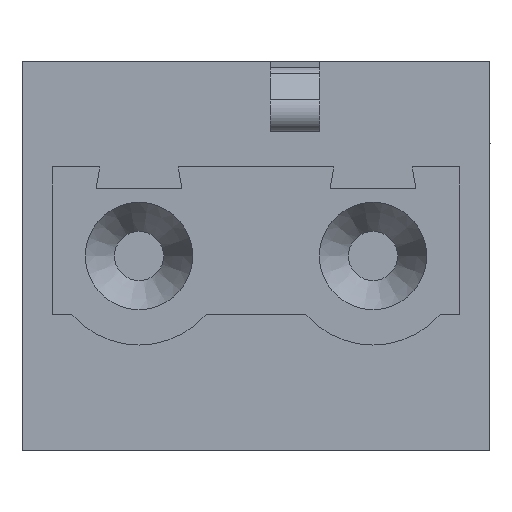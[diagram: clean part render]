
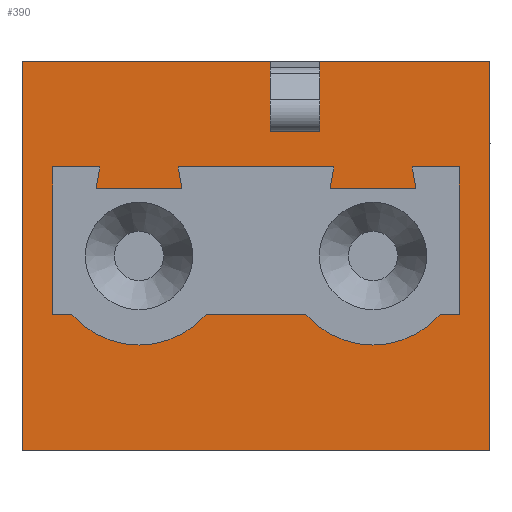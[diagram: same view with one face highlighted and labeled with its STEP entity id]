
A CAD part, front view. The second image highlights one B-rep face of the part: STEP entity #390.
In plain terms, the highlighted planar face has unit normal (0, -1, 0).
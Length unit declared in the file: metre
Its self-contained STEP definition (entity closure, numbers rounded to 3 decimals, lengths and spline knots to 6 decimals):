
#390=ADVANCED_FACE('',(#800,#801),#802,.T.);
#800=FACE_BOUND('',#1213,.T.);
#801=FACE_OUTER_BOUND('',#1214,.T.);
#802=PLANE('',#1215);
#1213=EDGE_LOOP('',(#2308,#2309,#2310,#2311,#2312,#2313,#2314,#2315,#2316,#2317,#2318,#2319,#2320,#2321,#2322,#2323));
#1214=EDGE_LOOP('',(#2324,#2325,#2326,#2327,#2328,#2329,#2330,#2331));
#1215=AXIS2_PLACEMENT_3D('',#2332,#2333,#2334);
#2308=ORIENTED_EDGE('',*,*,#2765,.F.);
#2309=ORIENTED_EDGE('',*,*,#2753,.F.);
#2310=ORIENTED_EDGE('',*,*,#2790,.F.);
#2311=ORIENTED_EDGE('',*,*,#2687,.T.);
#2312=ORIENTED_EDGE('',*,*,#2674,.F.);
#2313=ORIENTED_EDGE('',*,*,#2721,.F.);
#2314=ORIENTED_EDGE('',*,*,#2845,.F.);
#2315=ORIENTED_EDGE('',*,*,#2799,.T.);
#2316=ORIENTED_EDGE('',*,*,#2561,.F.);
#2317=ORIENTED_EDGE('',*,*,#2566,.F.);
#2318=ORIENTED_EDGE('',*,*,#2605,.F.);
#2319=ORIENTED_EDGE('',*,*,#2778,.T.);
#2320=ORIENTED_EDGE('',*,*,#2526,.T.);
#2321=ORIENTED_EDGE('',*,*,#2531,.F.);
#2322=ORIENTED_EDGE('',*,*,#2536,.F.);
#2323=ORIENTED_EDGE('',*,*,#2546,.F.);
#2324=ORIENTED_EDGE('',*,*,#2464,.T.);
#2325=ORIENTED_EDGE('',*,*,#2647,.T.);
#2326=ORIENTED_EDGE('',*,*,#2818,.F.);
#2327=ORIENTED_EDGE('',*,*,#2740,.F.);
#2328=ORIENTED_EDGE('',*,*,#2744,.F.);
#2329=ORIENTED_EDGE('',*,*,#2550,.T.);
#2330=ORIENTED_EDGE('',*,*,#2770,.T.);
#2331=ORIENTED_EDGE('',*,*,#2736,.F.);
#2332=CARTESIAN_POINT('',(-0.01524,0.,-0.0127));
#2333=DIRECTION('',(0.,-1.0,0.));
#2334=DIRECTION('',(0.0,0.,-1.0));
#2464=EDGE_CURVE('',#2957,#2955,#2958,.T.);
#2526=EDGE_CURVE('',#3069,#3066,#3070,.T.);
#2531=EDGE_CURVE('',#3075,#3066,#3078,.T.);
#2536=EDGE_CURVE('',#3083,#3075,#3085,.T.);
#2546=EDGE_CURVE('',#3097,#3083,#3099,.T.);
#2550=EDGE_CURVE('',#3106,#3104,#3107,.T.);
#2561=EDGE_CURVE('',#3122,#3123,#3124,.T.);
#2566=EDGE_CURVE('',#3131,#3122,#3132,.T.);
#2605=EDGE_CURVE('',#3190,#3131,#3191,.T.);
#2647=EDGE_CURVE('',#2955,#3252,#3253,.T.);
#2674=EDGE_CURVE('',#3292,#3293,#3294,.T.);
#2687=EDGE_CURVE('',#3313,#3293,#3314,.T.);
#2721=EDGE_CURVE('',#3356,#3292,#3357,.T.);
#2736=EDGE_CURVE('',#2957,#3374,#3375,.T.);
#2740=EDGE_CURVE('',#3380,#3382,#3383,.T.);
#2744=EDGE_CURVE('',#3106,#3380,#3387,.T.);
#2753=EDGE_CURVE('',#3397,#3398,#3399,.T.);
#2765=EDGE_CURVE('',#3398,#3097,#3413,.T.);
#2770=EDGE_CURVE('',#3104,#3374,#3419,.T.);
#2778=EDGE_CURVE('',#3190,#3069,#3427,.T.);
#2790=EDGE_CURVE('',#3313,#3397,#3443,.T.);
#2799=EDGE_CURVE('',#3454,#3123,#3455,.T.);
#2818=EDGE_CURVE('',#3382,#3252,#3479,.T.);
#2845=EDGE_CURVE('',#3454,#3356,#3510,.T.);
#2955=VERTEX_POINT('',#3647);
#2957=VERTEX_POINT('',#3650);
#2958=LINE('',#3651,#3652);
#3066=VERTEX_POINT('',#3811);
#3069=VERTEX_POINT('',#3815);
#3070=LINE('',#3816,#3817);
#3075=VERTEX_POINT('',#3824);
#3078=LINE('',#3828,#3829);
#3083=VERTEX_POINT('',#3835);
#3085=CIRCLE('',#3838,0.0029);
#3097=VERTEX_POINT('',#3854);
#3099=LINE('',#3857,#3858);
#3104=VERTEX_POINT('',#3864);
#3106=VERTEX_POINT('',#3866);
#3107=LINE('',#3867,#3868);
#3122=VERTEX_POINT('',#3889);
#3123=VERTEX_POINT('',#3890);
#3124=LINE('',#3891,#3892);
#3131=VERTEX_POINT('',#3902);
#3132=LINE('',#3903,#3904);
#3190=VERTEX_POINT('',#3986);
#3191=LINE('',#3987,#3988);
#3252=VERTEX_POINT('',#4088);
#3253=LINE('',#4089,#4090);
#3292=VERTEX_POINT('',#4145);
#3293=VERTEX_POINT('',#4146);
#3294=LINE('',#4147,#4148);
#3313=VERTEX_POINT('',#4175);
#3314=LINE('',#4176,#4177);
#3356=VERTEX_POINT('',#4232);
#3357=LINE('',#4233,#4234);
#3374=VERTEX_POINT('',#4257);
#3375=LINE('',#4258,#4259);
#3380=VERTEX_POINT('',#4266);
#3382=VERTEX_POINT('',#4269);
#3383=LINE('',#4270,#4271);
#3387=LINE('',#4276,#4277);
#3397=VERTEX_POINT('',#4290);
#3398=VERTEX_POINT('',#4291);
#3399=LINE('',#4292,#4293);
#3413=CIRCLE('',#4314,0.0029);
#3419=LINE('',#4322,#4323);
#3427=LINE('',#4335,#4336);
#3443=LINE('',#4355,#4356);
#3454=VERTEX_POINT('',#4369);
#3455=LINE('',#4370,#4371);
#3479=LINE('',#4401,#4402);
#3510=LINE('',#4444,#4445);
#3647=CARTESIAN_POINT('',(0.0,0.,-0.0127));
#3650=CARTESIAN_POINT('',(0.0,0.,0.0));
#3651=CARTESIAN_POINT('',(0.0,0.,-0.0127));
#3652=VECTOR('',#4538,1.0);
#3811=CARTESIAN_POINT('',(0.01424,0.,-0.00825));
#3815=CARTESIAN_POINT('',(0.01424,0.,-0.00345));
#3816=CARTESIAN_POINT('',(0.01424,0.,-0.00825));
#3817=VECTOR('',#4617,1.0);
#3824=CARTESIAN_POINT('',(0.013621,0.,-0.00825));
#3828=CARTESIAN_POINT('',(-0.05234,0.,-0.00825));
#3829=VECTOR('',#4621,1.0);
#3835=CARTESIAN_POINT('',(0.009239,0.,-0.00825));
#3838=AXIS2_PLACEMENT_3D('',#4627,#4628,#4629);
#3854=CARTESIAN_POINT('',(0.006001,0.,-0.00825));
#3857=CARTESIAN_POINT('',(-0.05234,0.,-0.00825));
#3858=VECTOR('',#4638,1.0);
#3864=CARTESIAN_POINT('',(0.00809,0.,-0.002043));
#3866=CARTESIAN_POINT('',(0.00969,0.,-0.002043));
#3867=CARTESIAN_POINT('',(0.00969,0.,-0.002043));
#3868=VECTOR('',#4643,1.0);
#3889=CARTESIAN_POINT('',(0.01003,0.,-0.004152));
#3890=CARTESIAN_POINT('',(0.010155,0.,-0.00345));
#3891=CARTESIAN_POINT('',(0.010155,0.,-0.00345));
#3892=VECTOR('',#4653,1.0);
#3902=CARTESIAN_POINT('',(0.01283,0.,-0.004152));
#3903=CARTESIAN_POINT('',(0.01003,0.,-0.004152));
#3904=VECTOR('',#4657,1.0);
#3986=CARTESIAN_POINT('',(0.012705,0.,-0.00345));
#3987=CARTESIAN_POINT('',(0.01283,0.,-0.004152));
#3988=VECTOR('',#4694,1.0);
#4088=CARTESIAN_POINT('',(0.01524,0.,-0.0127));
#4089=CARTESIAN_POINT('',(-0.01524,0.,-0.0127));
#4090=VECTOR('',#4736,1.0);
#4145=CARTESIAN_POINT('',(0.00241,0.,-0.004152));
#4146=CARTESIAN_POINT('',(0.002535,0.,-0.00345));
#4147=CARTESIAN_POINT('',(0.002535,0.,-0.00345));
#4148=VECTOR('',#4765,1.0);
#4175=CARTESIAN_POINT('',(0.001,0.,-0.00345));
#4176=CARTESIAN_POINT('',(0.001,0.,-0.00345));
#4177=VECTOR('',#4777,1.0);
#4232=CARTESIAN_POINT('',(0.00521,0.,-0.004152));
#4233=CARTESIAN_POINT('',(0.00241,0.,-0.004152));
#4234=VECTOR('',#4809,1.0);
#4257=CARTESIAN_POINT('',(0.00809,0.,0.0));
#4258=CARTESIAN_POINT('',(-0.01524,0.,0.0));
#4259=VECTOR('',#4822,1.0);
#4266=CARTESIAN_POINT('',(0.00969,0.,0.0));
#4269=CARTESIAN_POINT('',(0.01524,0.,0.0));
#4270=CARTESIAN_POINT('',(-0.05334,0.,0.0));
#4271=VECTOR('',#4826,1.0);
#4276=CARTESIAN_POINT('',(0.00969,0.,0.000372));
#4277=VECTOR('',#4828,1.0);
#4290=CARTESIAN_POINT('',(0.001,0.,-0.00825));
#4291=CARTESIAN_POINT('',(0.001619,0.,-0.00825));
#4292=CARTESIAN_POINT('',(0.001,0.,-0.00825));
#4293=VECTOR('',#4838,1.0);
#4314=AXIS2_PLACEMENT_3D('',#4846,#4847,#4848);
#4322=CARTESIAN_POINT('',(0.00809,0.,-0.000802));
#4323=VECTOR('',#4851,1.0);
#4335=CARTESIAN_POINT('',(-0.05234,0.,-0.00345));
#4336=VECTOR('',#4859,1.0);
#4355=CARTESIAN_POINT('',(0.001,0.,-0.00825));
#4356=VECTOR('',#4872,1.0);
#4369=CARTESIAN_POINT('',(0.005085,0.,-0.00345));
#4370=CARTESIAN_POINT('',(-0.05234,0.,-0.00345));
#4371=VECTOR('',#4884,1.0);
#4401=CARTESIAN_POINT('',(0.01524,0.,-0.0127));
#4402=VECTOR('',#4900,1.0);
#4444=CARTESIAN_POINT('',(0.00521,0.,-0.004152));
#4445=VECTOR('',#4924,1.0);
#4538=DIRECTION('',(0.,0.,-1.0));
#4617=DIRECTION('',(0.,0.,-1.0));
#4621=DIRECTION('',(1.0,0.,0.0));
#4627=CARTESIAN_POINT('',(0.01143,0.,-0.00635));
#4628=DIRECTION('',(0.,-1.0,0.));
#4629=DIRECTION('',(1.0,0.,0.));
#4638=DIRECTION('',(1.0,0.,0.0));
#4643=DIRECTION('',(-1.0,0.,0.));
#4653=DIRECTION('',(0.176,0.,0.984));
#4657=DIRECTION('',(-1.0,0.,0.0));
#4694=DIRECTION('',(0.176,0.,-0.984));
#4736=DIRECTION('',(1.0,0.,0.0));
#4765=DIRECTION('',(0.176,0.,0.984));
#4777=DIRECTION('',(1.0,0.,0.0));
#4809=DIRECTION('',(-1.0,0.,0.0));
#4822=DIRECTION('',(1.0,0.,0.0));
#4826=DIRECTION('',(1.0,0.,0.0));
#4828=DIRECTION('',(0.,0.,1.0));
#4838=DIRECTION('',(1.0,0.,0.0));
#4846=CARTESIAN_POINT('',(0.00381,0.,-0.00635));
#4847=DIRECTION('',(0.,-1.0,0.));
#4848=DIRECTION('',(1.0,0.,0.));
#4851=DIRECTION('',(0.,0.,1.0));
#4859=DIRECTION('',(1.0,0.,0.0));
#4872=DIRECTION('',(0.,0.,-1.0));
#4884=DIRECTION('',(1.0,0.,0.0));
#4900=DIRECTION('',(0.,0.,-1.0));
#4924=DIRECTION('',(0.176,0.,-0.984));
